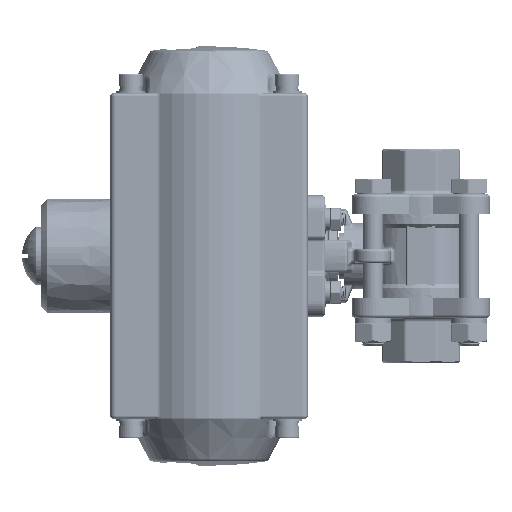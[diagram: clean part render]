
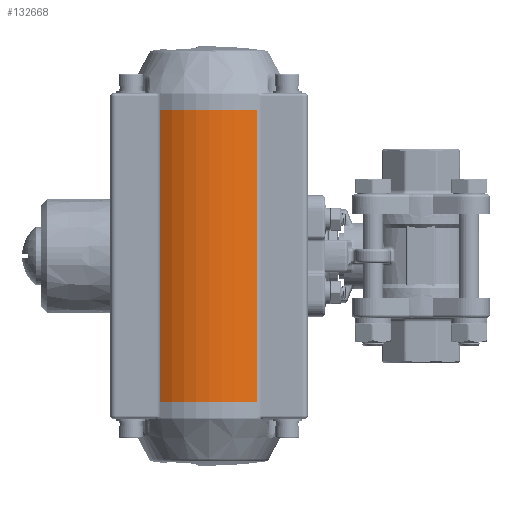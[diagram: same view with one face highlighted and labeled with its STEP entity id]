
A CAD part, left-side view. The second image highlights one B-rep face of the part: STEP entity #132668.
In plain terms, the highlighted cylindrical face has radius 29 mm (diameter 58 mm), a partial arc.
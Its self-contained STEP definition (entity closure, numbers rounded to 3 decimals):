
#5122 = DIRECTION ( 'NONE',  ( 1., 0., 0. ) ) ;
#19397 = DIRECTION ( 'NONE',  ( 0., 0., 1. ) ) ;
#22263 = EDGE_LOOP ( 'NONE', ( #188025, #189681, #106529, #100161 ) ) ;
#33854 = DIRECTION ( 'NONE',  ( 0., 0., 1. ) ) ;
#55680 = AXIS2_PLACEMENT_3D ( 'NONE', #143938, #19397, #164850 ) ;
#58730 = DIRECTION ( 'NONE',  ( 0., 0., 1. ) ) ;
#63965 = CARTESIAN_POINT ( 'NONE',  ( -23.574, 90.74, -50.9 ) ) ;
#65273 = DIRECTION ( 'NONE',  ( 0., 0., 1. ) ) ;
#75385 = VECTOR ( 'NONE', #84827, 1000. ) ;
#84827 = DIRECTION ( 'NONE',  ( 0., 0., -1. ) ) ;
#89937 = EDGE_CURVE ( 'NONE', #211875, #163352, #241168, .T. ) ;
#100161 = ORIENTED_EDGE ( 'NONE', *, *, #133465, .T. ) ;
#106529 = ORIENTED_EDGE ( 'NONE', *, *, #193055, .T. ) ;
#116303 = CARTESIAN_POINT ( 'NONE',  ( -23.574, 56.96, 50.9 ) ) ;
#129868 = CARTESIAN_POINT ( 'NONE',  ( -23.574, 90.74, -50.9 ) ) ;
#132179 = CIRCLE ( 'NONE', #196713, 29. ) ;
#132668 = ADVANCED_FACE ( 'NONE', ( #219537 ), #248831, .T. ) ;
#133465 = EDGE_CURVE ( 'NONE', #174835, #244794, #150509, .T. ) ;
#136114 = CARTESIAN_POINT ( 'NONE',  ( -23.574, 56.96, -50.9 ) ) ;
#138444 = CARTESIAN_POINT ( 'NONE',  ( -23.574, 56.96, -50.9 ) ) ;
#143938 = CARTESIAN_POINT ( 'NONE',  ( 0., 73.85, 50.9 ) ) ;
#150509 = LINE ( 'NONE', #138444, #261052 ) ;
#152500 = CIRCLE ( 'NONE', #55680, 29. ) ;
#163352 = VERTEX_POINT ( 'NONE', #129868 ) ;
#164850 = DIRECTION ( 'NONE',  ( 1., 0., 0. ) ) ;
#174835 = VERTEX_POINT ( 'NONE', #136114 ) ;
#181199 = EDGE_CURVE ( 'NONE', #211875, #244794, #152500, .T. ) ;
#183214 = CARTESIAN_POINT ( 'NONE',  ( 0., 73.85, -50.9 ) ) ;
#188025 = ORIENTED_EDGE ( 'NONE', *, *, #181199, .F. ) ;
#189681 = ORIENTED_EDGE ( 'NONE', *, *, #89937, .T. ) ;
#191523 = CARTESIAN_POINT ( 'NONE',  ( 0., 73.85, -50.9 ) ) ;
#193055 = EDGE_CURVE ( 'NONE', #163352, #174835, #132179, .T. ) ;
#196713 = AXIS2_PLACEMENT_3D ( 'NONE', #183214, #58730, #204128 ) ;
#204128 = DIRECTION ( 'NONE',  ( 1., 0., 0. ) ) ;
#205957 = CARTESIAN_POINT ( 'NONE',  ( -23.574, 90.74, 50.9 ) ) ;
#211875 = VERTEX_POINT ( 'NONE', #205957 ) ;
#219537 = FACE_OUTER_BOUND ( 'NONE', #22263, .T. ) ;
#236836 = AXIS2_PLACEMENT_3D ( 'NONE', #191523, #65273, #5122 ) ;
#241168 = LINE ( 'NONE', #63965, #75385 ) ;
#244794 = VERTEX_POINT ( 'NONE', #116303 ) ;
#248831 = CYLINDRICAL_SURFACE ( 'NONE', #236836, 29. ) ;
#261052 = VECTOR ( 'NONE', #33854, 1000. ) ;
